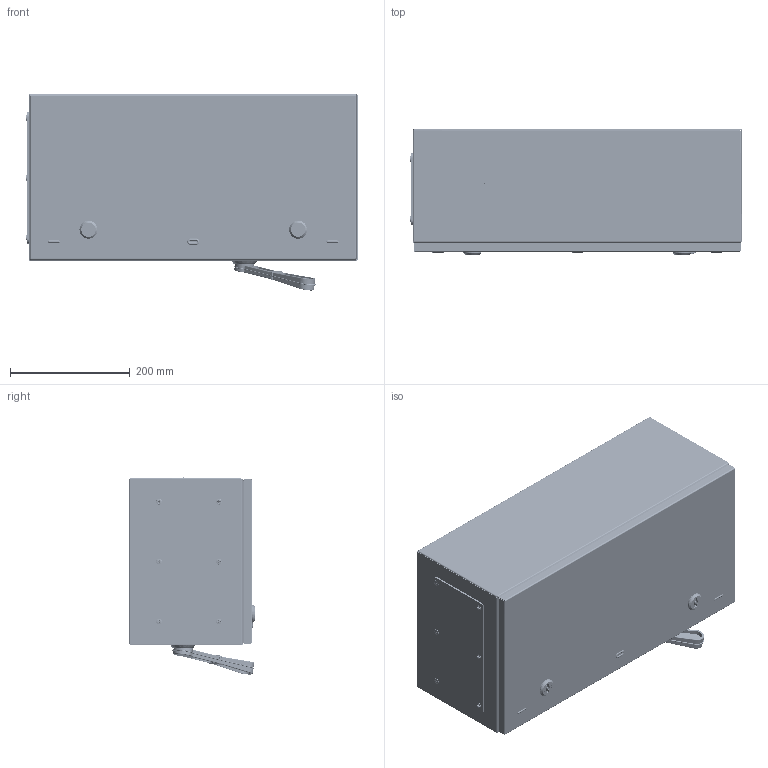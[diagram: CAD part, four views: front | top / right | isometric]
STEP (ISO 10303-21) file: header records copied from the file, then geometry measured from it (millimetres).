
FILE_DESCRIPTION (( 'STEP AP214' ), '1' );
FILE_NAME ('U450421 ßùèê ñèëîâîé ßÐÏ-250Ï-IP54-Ó3 Óçîëà (450.000.010-01).STEP', '2025-06-23T05:44:34', ( '' ), ( '' ), 'SwSTEP 2.0', 'SolidWorks 2017', '' );
FILE_SCHEMA (( 'AUTOMOTIVE_DESIGN' ));
Length unit declared in the file: millimetre
Products named in the file (60): 嵑殧趌11371_6; ﾊ濱ﾂﾐ32_2-1_00; 056-51 椯鴀殣罻_04; 扻豵鵨_п-1; 鎔艜_17473_M5x20; 027-30-01 Êðûøêà_027-30_1; 008-62 栺樇罻_01; 044-35 砎鍧錟儆趌00; ������_��32_35 ���������_��32(250�)����; Øàéáà_6958 øèðîêàÿ _5; 橡邃铛疣龛蝈朦 贤2_1_弽2-250; 000.201.046 攜歑罻_01-01; 嵑殧趌6402_10; 044-30 砎鍧錟儆趌00; U450421 ßùèê ñèëîâîé ßÐÏ-250Ï-IP54-Ó3 Óçîëà (450.000.010-01); 023-08 砑鳧罻_01; 嵑殧趌6402_5; Øïëèíò_397_3,2å40; Ïðîêëàäêà ïåíîïîëèóðèòàí ßÐÏ-250Ï_02; 鍔錓_7798_M10x25; 嵑殧趌11371_5; 000.211.052 ﾎ魵瑙韃 葢褞鐇01; 嵑殧趌11371_10; Øïèëüêà çàçåìëåíèÿ CKF CS_Œ6å16; 蹴濋趌5915_M10; 鎔艜_17473_M6x25; 鎔艜_17473_M5x12; ч瀁禬п-1_00; ������� �������������� ��2_1_01_�1; 044-37 Ïðîêëàäêà (ÂÐ)_00; 060-97 嵙縺 250餛01; 019-33 砑鳧罻_01; 029-96 扰鍙欙樥燲01; ��32-35�71250-32 ��������� ���3_��32-35�71250-32(�����); 010-70 眈翴錪_01; 040-116 Âèíò ñïåöèàëüíûé ST 4,8x9; 蹴濋趌5915_M6; 028-16 栴鍕趌00; 060-96 嵙縺 250餛00; �������1_��-��2_1_01-�1 ...
Assembly tree (178 placements, depth 4):
  U450421 ßùèê ñèëîâîé ßÐÏ-250Ï-IP54-Ó3 Óçîëà (450.000.010-01)
    000.106.010 忺謤僔_00-01
      008-62 栺樇罻_01
      002-110 栺樇罻_02
      002-109 栺樇罻_01
      028-16 栴鍕趌00  x2
      026-26 赶鎀鍧_00  x2
      029-96 扰鍙欙樥燲01  x2
      019-33 砑鳧罻_01  x2
      Øïèëüêà çàçåìëåíèÿ CKF CS_Œ6å16
    037-12 毳罻 櫇襛醂00  x2
    Øïëèíò_397_3,2å40  x2
    嵑殧趌11371_5  x9
    嵑殧趌6402_5  x10
    鎔艜_17473_M5x10  x10
    000.201.046 攜歑罻_01-01
      000.211.052 ﾎ魵瑙韃 葢褞鐇01
        012-130 眈翴錪 鳱歑醂02
        026-56 赶鎀鍧_00  x2
      ﾇ瑟鶴 ﾇﾘ-1 (ﾟﾇﾘﾂ.0_L45)_00  x2
        扻豵鵨_п-1
        ч瀁禬п-1_00
        嵑殧趌11371_6
        鎔艜_17473_M6x12
      Ïðîêëàäêà ïåíîïîëèóðèòàí ßÐÏ-250Ï_02
    嵑殧趌11371_6  x8
    嵑殧趌6402_6  x4
    蹴濋趌5915_M6  x4
    056-51 椯鴀殣罻_04
    Øàéáà_6958 øèðîêàÿ _5  x4
    044-38 Ïðîêëàäêà (ÂÐ)_00
    044-37 Ïðîêëàäêà (ÂÐ)_00
    027-30-01 Êðûøêà_027-30_1
    044-30 砎鍧錟儆趌00
    040-116 Âèíò ñïåöèàëüíûé ST 4,8x9  x6
    ��32-35�71250-32 ��������� ���3_��32-35�71250-32(�����)
      ������_��32_35 ���������_��32(250�)����
      嵑殧趌11371_10  x18
      鍔錓_7798_M10x25  x9
      嵑殧趌6402_10  x9
      蹴濋趌5927_M10  x9
      ﾊ濱ﾂﾐ32_2-1_00
      Ðóêîÿòêà_ÂÐ32_2_00
      鎗鵻罻_覆32_2-1_00
    000.612.011 ��������� �������������� 250�_01-�1  x3
      ﾎ魵瑙韃 ﾎﾔﾏ-2_01
      ������� �������������� ��2_1_01_�1
        �������1_��-��2_1_01-�1
        Ïðóæèíà-êîëüöî1_ðóáèëüíèê 100À_00
        023-08 砑鳧罻_01
        嵑殧趌11371_5  x2
        鎔艜_17473_M5x20  x2
        嵑殧趌11371_10  x2
        嵑殧趌6402_10
        蹴濋趌5915_M10
        鍔錓_7798_M10x30
        嵑殧趌6402_5  x2
    044-35 砎鍧錟儆趌00  x3
    鎔艜_17473_M6x25  x3
    橡邃铛疣龛蝈朦 贤2_1_弽2-250  x3
Bounding box: 554.22 x 210.2 x 329.03 mm (x, y, z)
Volume: 2798508 mm3; surface area: 2269572.4 mm2
Topology: 276 solids, 278 shells, 7176 faces, 17382 edges, 11012 vertices
Faces by surface type: plane 3688, cylinder 1964, bspline 1099, torus 207, sphere 180, cone 38
Entity records: 212472 total; most frequent: CARTESIAN_POINT 112439, ORIENTED_EDGE 21198, DIRECTION 17348, EDGE_CURVE 10599, VERTEX_POINT 6842, VECTOR 6674, LINE 6674, AXIS2_PLACEMENT_3D 5337
